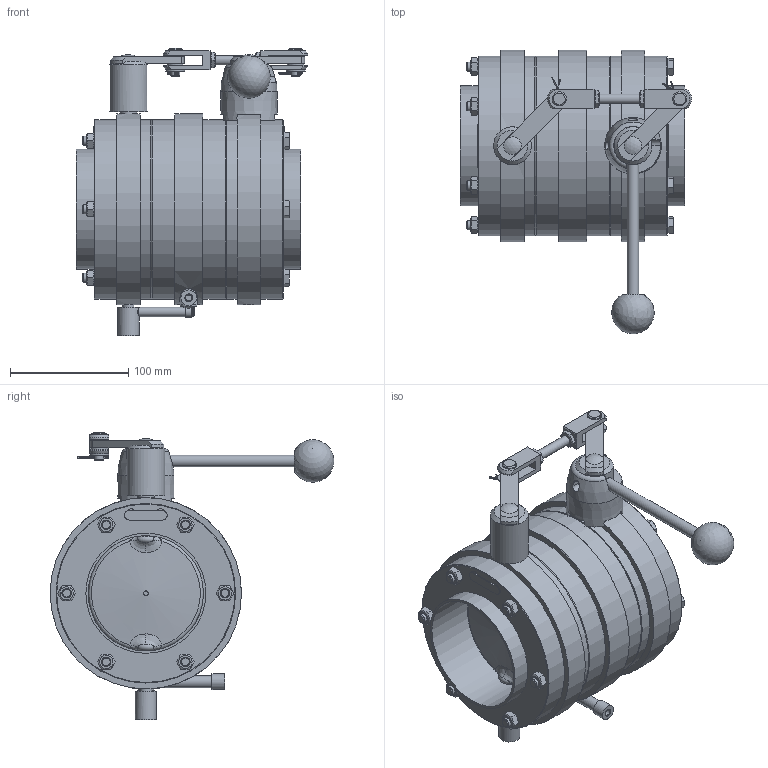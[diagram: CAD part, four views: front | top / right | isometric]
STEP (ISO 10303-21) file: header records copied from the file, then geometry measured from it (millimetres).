
FILE_DESCRIPTION((''),'2;1');
FILE_NAME('59641400XX00.stp','2010-12-09T09:53:02',('Creator'),(''),'Autodesk Inventor 2010','Autodesk Inventor 2010','');
FILE_SCHEMA(('AUTOMOTIVE_DESIGN { 1 0 10303 214 1 1 1 1 }'));
Length unit declared in the file: millimetre
Products named in the file (1): 59641400XX00
Bounding box: 195.56 x 240.15 x 243.25 mm (x, y, z)
Volume: 2215192.3 mm3; surface area: 348728.2 mm2
Topology: 24 solids, 28 shells, 868 faces, 2108 edges, 1354 vertices
Faces by surface type: plane 429, cylinder 240, cone 127, torus 35, bspline 34, sphere 3
Full cylindrical faces by diameter (mm): 4.134 x5, 5 x1, 5.2 x1, 5.5 x3, 6.2 x1, 6.647 x2, 6.8 x2, 7 x2, 7.2 x8, 7.323 x6, 7.9 x2, 8 x23, 8.2 x4, 8.4 x2, 8.8 x6, 9 x3, 9.5 x1, 9.8 x1, 10 x4, 10.1 x1, 10.5 x8, 10.7 x2, 11.4 x6, 12 x2, 13 x1, 13.16 x1, 13.8 x3, 14 x12, 16 x8, 16.9 x2
Entity records: 30836 total; most frequent: CARTESIAN_POINT 12462, DIRECTION 3572, ORIENTED_EDGE 3552, EDGE_CURVE 1777, AXIS2_PLACEMENT_3D 1486, EDGE_LOOP 1259, VERTEX_POINT 1257, FACE_OUTER_BOUND 864
